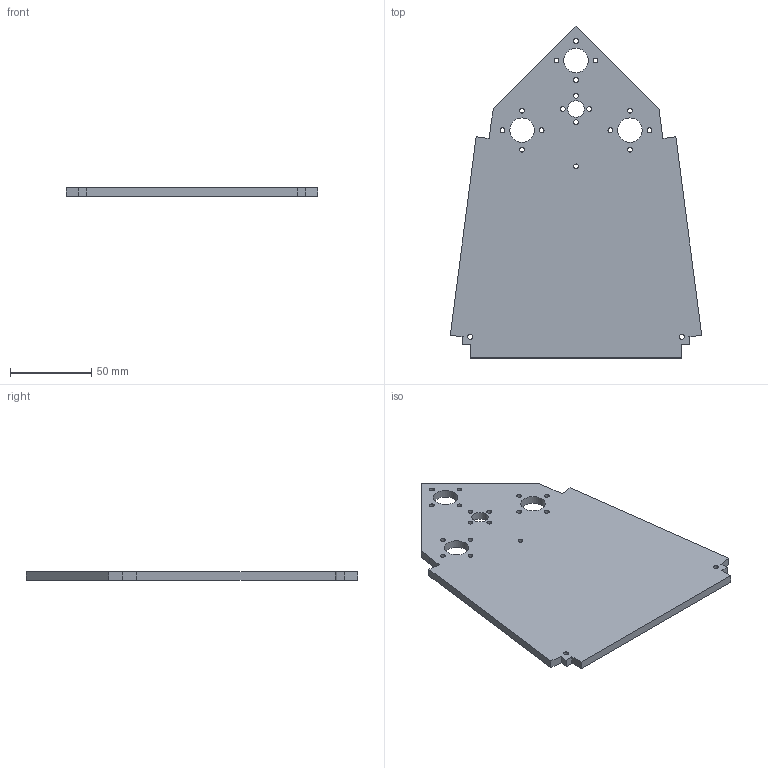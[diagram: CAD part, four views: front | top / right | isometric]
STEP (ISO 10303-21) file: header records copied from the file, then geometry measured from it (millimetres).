
FILE_DESCRIPTION(/* description */ ('Unknown'),/* implementation_level */ '2;1');
FILE_NAME(/* name */ 'BuildplateNew',/* time_stamp */ '2022-06-05T10:20:25+02:00',/* author */ ('Unknown'),/* organization */ ('Unknown'),/* preprocessor_version */ 'ST-DEVELOPER v18.1',/* originating_system */ 'Solid Edge',/* authorisation */ 'Unknown');
FILE_SCHEMA (('CONFIG_CONTROL_DESIGN'));
Length unit declared in the file: millimetre
Products named in the file (1): BuildplateNew
Bounding box: 154.57 x 203.98 x 5 mm (x, y, z)
Volume: 112061.1 mm3; surface area: 49706.9 mm2
Topology: 1 solids, 1 shells, 43 faces, 123 edges, 82 vertices
Faces by surface type: cylinder 23, plane 20
Full cylindrical faces by diameter (mm): 3 x19, 10 x1, 15 x3
Entity records: 1430 total; most frequent: DIRECTION 234, CARTESIAN_POINT 226, ORIENTED_EDGE 200, EDGE_LOOP 112, FACE_BOUND 112, EDGE_CURVE 100, AXIS2_PLACEMENT_3D 90, VERTEX_POINT 82
